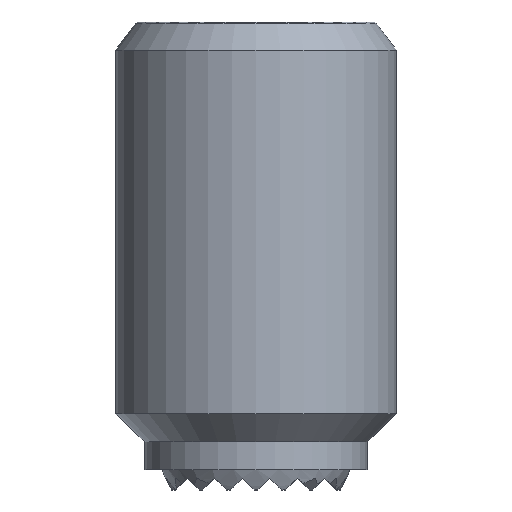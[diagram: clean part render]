
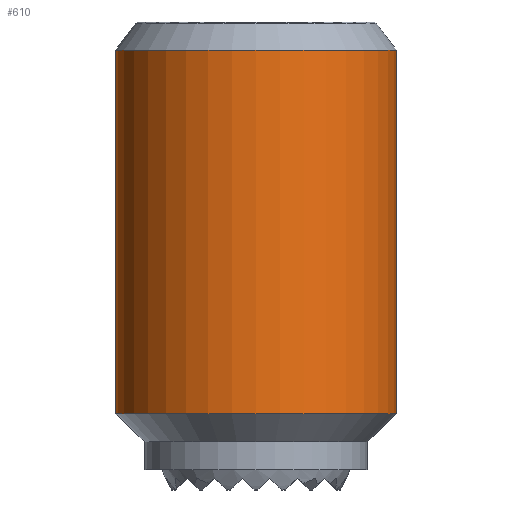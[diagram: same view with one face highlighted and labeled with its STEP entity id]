
A CAD part, front view. The second image highlights one B-rep face of the part: STEP entity #610.
In plain terms, the highlighted cylindrical face has radius 6 mm (diameter 12 mm), a partial arc.
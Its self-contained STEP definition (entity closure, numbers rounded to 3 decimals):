
#610=ADVANCED_FACE('',(#1224),#1225,.T.);
#1224=FACE_OUTER_BOUND('',#1848,.T.);
#1225=CYLINDRICAL_SURFACE('',#1849,6.0);
#1848=EDGE_LOOP('',(#3423,#3424,#3425,#3426));
#1849=AXIS2_PLACEMENT_3D('',#3427,#3428,#3429);
#3423=ORIENTED_EDGE('',*,*,#4150,.F.);
#3424=ORIENTED_EDGE('',*,*,#4151,.T.);
#3425=ORIENTED_EDGE('',*,*,#4152,.F.);
#3426=ORIENTED_EDGE('',*,*,#4146,.F.);
#3427=CARTESIAN_POINT('',(0.,0.,-8.971));
#3428=DIRECTION('',(0.0,0.0,1.0));
#3429=DIRECTION('',(-1.0,0.,0.0));
#4146=EDGE_CURVE('',#4984,#4987,#4988,.T.);
#4150=EDGE_CURVE('',#4993,#4984,#4994,.T.);
#4151=EDGE_CURVE('',#4993,#4995,#4996,.T.);
#4152=EDGE_CURVE('',#4987,#4995,#4997,.T.);
#4984=VERTEX_POINT('',#6192);
#4987=VERTEX_POINT('',#6196);
#4988=CIRCLE('',#6197,6.0);
#4993=VERTEX_POINT('',#6203);
#4994=LINE('',#6204,#6205);
#4995=VERTEX_POINT('',#6206);
#4996=CIRCLE('',#6207,6.0);
#4997=LINE('',#6208,#6209);
#6192=CARTESIAN_POINT('',(-6.,0.,-1.2));
#6196=CARTESIAN_POINT('',(6.,0.,-1.2));
#6197=AXIS2_PLACEMENT_3D('',#6832,#6833,#6834);
#6203=CARTESIAN_POINT('',(-6.,0.,-16.741));
#6204=CARTESIAN_POINT('',(-6.,0.,-8.971));
#6205=VECTOR('',#6839,1.0);
#6206=CARTESIAN_POINT('',(6.,0.,-16.741));
#6207=AXIS2_PLACEMENT_3D('',#6840,#6841,#6842);
#6208=CARTESIAN_POINT('',(6.,0.,-8.971));
#6209=VECTOR('',#6843,1.0);
#6832=CARTESIAN_POINT('',(0.,0.,-1.2));
#6833=DIRECTION('',(0.0,0.0,1.0));
#6834=DIRECTION('',(-1.0,0.,0.0));
#6839=DIRECTION('',(0.0,0.0,1.0));
#6840=CARTESIAN_POINT('',(0.,0.,-16.741));
#6841=DIRECTION('',(0.0,0.0,1.0));
#6842=DIRECTION('',(-1.0,0.,0.0));
#6843=DIRECTION('',(-0.0,-0.0,-1.0));
